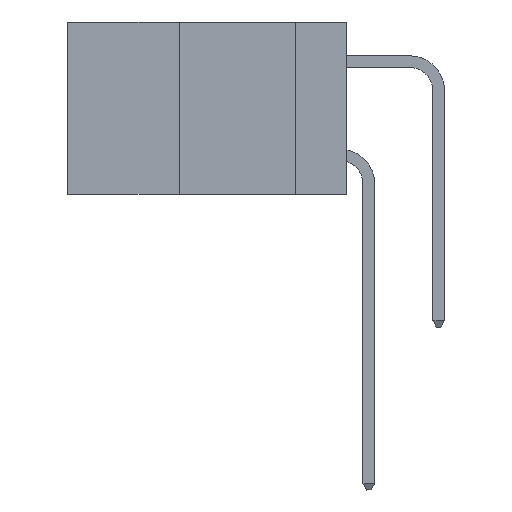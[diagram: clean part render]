
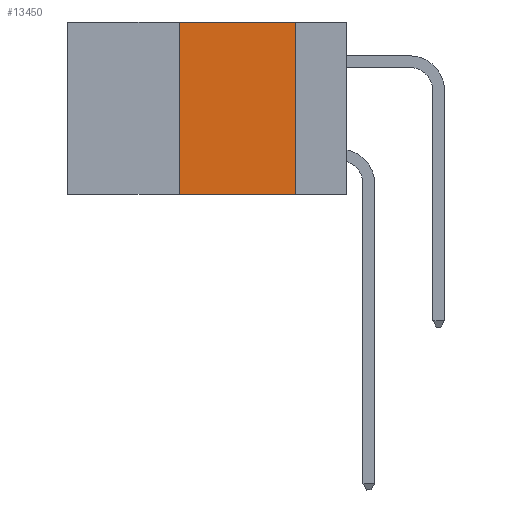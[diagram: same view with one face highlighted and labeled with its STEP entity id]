
A CAD part, left-side view. The second image highlights one B-rep face of the part: STEP entity #13450.
In plain terms, the highlighted planar face has unit normal (-1, 0, 0).
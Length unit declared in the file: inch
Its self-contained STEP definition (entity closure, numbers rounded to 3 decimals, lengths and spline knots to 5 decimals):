
#1360 = CARTESIAN_POINT ( 'NONE',  ( 0., 0.36, 0. ) ) ;
#1792 = DIRECTION ( 'NONE',  ( 0., 0., 1. ) ) ;
#1965 = CARTESIAN_POINT ( 'NONE',  ( 0., 0.6, 0. ) ) ;
#2011 = LINE ( 'NONE', #12402, #8158 ) ;
#2115 = ORIENTED_EDGE ( 'NONE', *, *, #6872, .F. ) ;
#2249 = EDGE_CURVE ( 'NONE', #10363, #12195, #4110, .T. ) ;
#3522 = CARTESIAN_POINT ( 'NONE',  ( 0., 0.36, -0.37 ) ) ;
#4110 = LINE ( 'NONE', #5413, #13606 ) ;
#4142 = VERTEX_POINT ( 'NONE', #1360 ) ;
#4720 = EDGE_CURVE ( 'NONE', #4142, #14790, #4846, .T. ) ;
#4724 = LINE ( 'NONE', #15529, #8869 ) ;
#4846 = LINE ( 'NONE', #1965, #14531 ) ;
#5413 = CARTESIAN_POINT ( 'NONE',  ( 0., 0.6, -0.37 ) ) ;
#6184 = CARTESIAN_POINT ( 'NONE',  ( 0., 0.11, -0.37 ) ) ;
#6872 = EDGE_CURVE ( 'NONE', #14790, #12195, #2011, .T. ) ;
#7439 = EDGE_LOOP ( 'NONE', ( #2115, #8387, #8747, #10098 ) ) ;
#8158 = VECTOR ( 'NONE', #16175, 39.37008 ) ;
#8387 = ORIENTED_EDGE ( 'NONE', *, *, #4720, .F. ) ;
#8747 = ORIENTED_EDGE ( 'NONE', *, *, #12562, .F. ) ;
#8800 = CARTESIAN_POINT ( 'NONE',  ( 0., 0.6, 0. ) ) ;
#8869 = VECTOR ( 'NONE', #1792, 39.37008 ) ;
#8914 = PLANE ( 'NONE',  #16001 ) ;
#9617 = FACE_OUTER_BOUND ( 'NONE', #7439, .T. ) ;
#10082 = DIRECTION ( 'NONE',  ( 1., 0., 0. ) ) ;
#10098 = ORIENTED_EDGE ( 'NONE', *, *, #2249, .T. ) ;
#10363 = VERTEX_POINT ( 'NONE', #3522 ) ;
#10779 = DIRECTION ( 'NONE',  ( 0., -1., 0. ) ) ;
#11656 = CARTESIAN_POINT ( 'NONE',  ( 0., 0.11, 0. ) ) ;
#12195 = VERTEX_POINT ( 'NONE', #6184 ) ;
#12402 = CARTESIAN_POINT ( 'NONE',  ( 0., 0.11, 0. ) ) ;
#12562 = EDGE_CURVE ( 'NONE', #10363, #4142, #4724, .T. ) ;
#13450 = ADVANCED_FACE ( 'NONE', ( #9617 ), #8914, .F. ) ;
#13606 = VECTOR ( 'NONE', #14279, 39.37008 ) ;
#14279 = DIRECTION ( 'NONE',  ( 0., -1., 0. ) ) ;
#14531 = VECTOR ( 'NONE', #10779, 39.37008 ) ;
#14790 = VERTEX_POINT ( 'NONE', #11656 ) ;
#15529 = CARTESIAN_POINT ( 'NONE',  ( 0., 0.36, 0. ) ) ;
#16001 = AXIS2_PLACEMENT_3D ( 'NONE', #8800, #10082, #16454 ) ;
#16175 = DIRECTION ( 'NONE',  ( 0., 0., -1. ) ) ;
#16454 = DIRECTION ( 'NONE',  ( 0., 0., -1. ) ) ;
